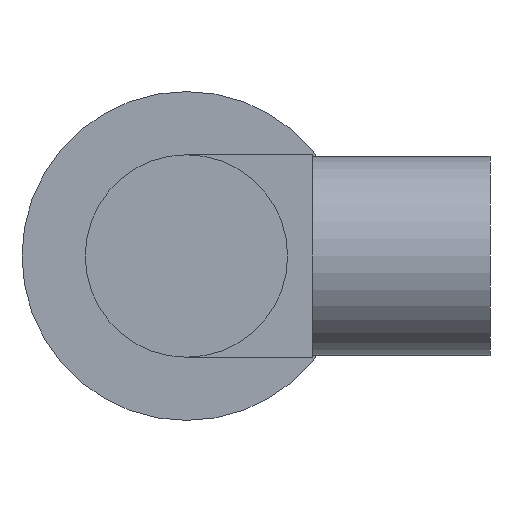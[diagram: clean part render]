
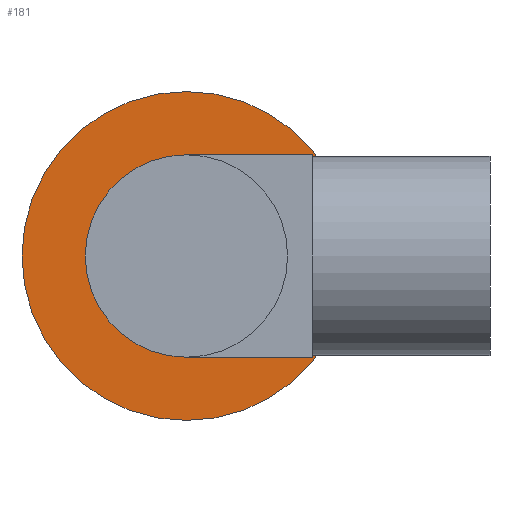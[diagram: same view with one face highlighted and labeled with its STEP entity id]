
A CAD part, left-side view. The second image highlights one B-rep face of the part: STEP entity #181.
In plain terms, the highlighted planar face has unit normal (-1, 0, 0).
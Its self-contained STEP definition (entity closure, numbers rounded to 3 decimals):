
#29 = VERTEX_POINT ( 'NONE', #362 ) ;
#47 = CARTESIAN_POINT ( 'NONE',  ( 110.6, 0., 0. ) ) ;
#55 = DIRECTION ( 'NONE',  ( -1., 0., 0. ) ) ;
#71 = CIRCLE ( 'NONE', #612, 13. ) ;
#95 = VERTEX_POINT ( 'NONE', #656 ) ;
#121 = EDGE_LOOP ( 'NONE', ( #338, #652 ) ) ;
#132 = DIRECTION ( 'NONE',  ( 1., 0., 0. ) ) ;
#139 = EDGE_CURVE ( 'NONE', #593, #175, #620, .T. ) ;
#143 = DIRECTION ( 'NONE',  ( 0., 0., 1. ) ) ;
#175 = VERTEX_POINT ( 'NONE', #276 ) ;
#181 = ADVANCED_FACE ( 'NONE', ( #315, #243 ), #280, .F. ) ;
#183 = AXIS2_PLACEMENT_3D ( 'NONE', #457, #548, #143 ) ;
#188 = AXIS2_PLACEMENT_3D ( 'NONE', #368, #55, #429 ) ;
#191 = CARTESIAN_POINT ( 'NONE',  ( 110.6, 0., 8. ) ) ;
#200 = CIRCLE ( 'NONE', #183, 8. ) ;
#205 = CARTESIAN_POINT ( 'NONE',  ( 110.6, 0., 0. ) ) ;
#243 = FACE_OUTER_BOUND ( 'NONE', #121, .T. ) ;
#268 = EDGE_CURVE ( 'NONE', #175, #593, #200, .T. ) ;
#276 = CARTESIAN_POINT ( 'NONE',  ( 110.6, 0., -8. ) ) ;
#280 = PLANE ( 'NONE',  #438 ) ;
#315 = FACE_BOUND ( 'NONE', #341, .T. ) ;
#318 = ORIENTED_EDGE ( 'NONE', *, *, #139, .F. ) ;
#322 = AXIS2_PLACEMENT_3D ( 'NONE', #205, #603, #551 ) ;
#327 = DIRECTION ( 'NONE',  ( 0., 0., -1. ) ) ;
#338 = ORIENTED_EDGE ( 'NONE', *, *, #369, .T. ) ;
#341 = EDGE_LOOP ( 'NONE', ( #318, #592 ) ) ;
#362 = CARTESIAN_POINT ( 'NONE',  ( 110.6, 0., -13. ) ) ;
#368 = CARTESIAN_POINT ( 'NONE',  ( 110.6, 0., 0. ) ) ;
#369 = EDGE_CURVE ( 'NONE', #95, #29, #71, .T. ) ;
#382 = CIRCLE ( 'NONE', #322, 13. ) ;
#420 = DIRECTION ( 'NONE',  ( -1., 0., 0. ) ) ;
#429 = DIRECTION ( 'NONE',  ( 0., 0., 1. ) ) ;
#438 = AXIS2_PLACEMENT_3D ( 'NONE', #493, #132, #327 ) ;
#457 = CARTESIAN_POINT ( 'NONE',  ( 110.6, 0., 0. ) ) ;
#471 = DIRECTION ( 'NONE',  ( 0., 0., 1. ) ) ;
#493 = CARTESIAN_POINT ( 'NONE',  ( 110.6, 8., 0. ) ) ;
#548 = DIRECTION ( 'NONE',  ( -1., 0., 0. ) ) ;
#551 = DIRECTION ( 'NONE',  ( 0., 0., 1. ) ) ;
#592 = ORIENTED_EDGE ( 'NONE', *, *, #268, .F. ) ;
#593 = VERTEX_POINT ( 'NONE', #191 ) ;
#603 = DIRECTION ( 'NONE',  ( -1., 0., 0. ) ) ;
#612 = AXIS2_PLACEMENT_3D ( 'NONE', #47, #420, #471 ) ;
#620 = CIRCLE ( 'NONE', #188, 8. ) ;
#634 = EDGE_CURVE ( 'NONE', #29, #95, #382, .T. ) ;
#652 = ORIENTED_EDGE ( 'NONE', *, *, #634, .T. ) ;
#656 = CARTESIAN_POINT ( 'NONE',  ( 110.6, 0., 13. ) ) ;
